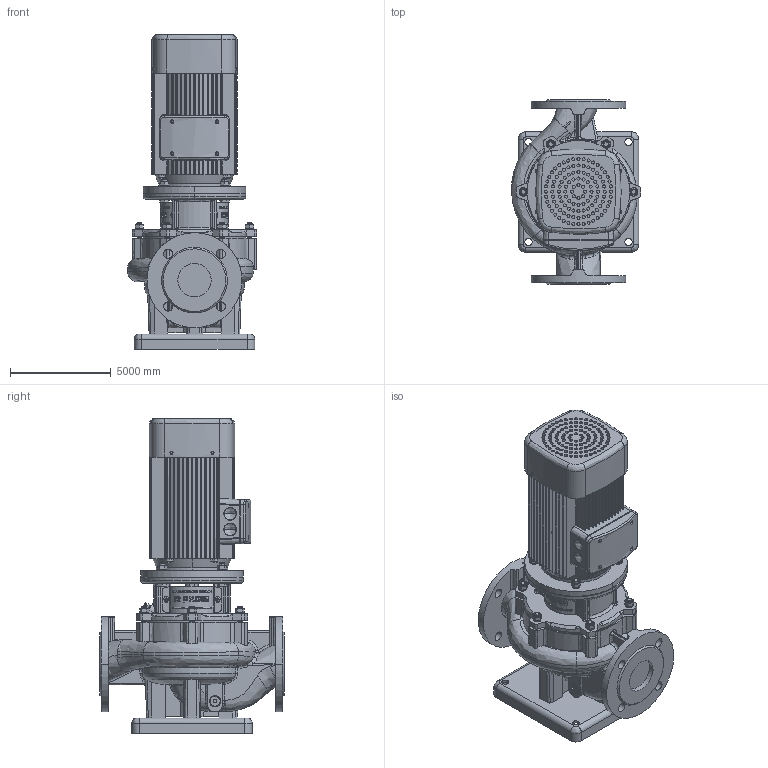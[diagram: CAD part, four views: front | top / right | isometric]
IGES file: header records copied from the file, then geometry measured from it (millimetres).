
Global section: file name: 015P2019; native system: AutoCAD 2021 — Русский (Russian),62HAutod; preprocessor: esk Translation Framework DWG producer (atf_dwg_producer); organization: unknown; date: 20230321.220510; units: inch
Bounding box: 6391.89 x 9144 x 15595.6 mm (x, y, z)
Volume: 262897329861.9 mm3; surface area: 1259929779.5 mm2
Topology: 53 solids, 54 shells, 4537 faces, 14233 edges, 10279 vertices
Faces by surface type: bspline 4409, revolution 128
